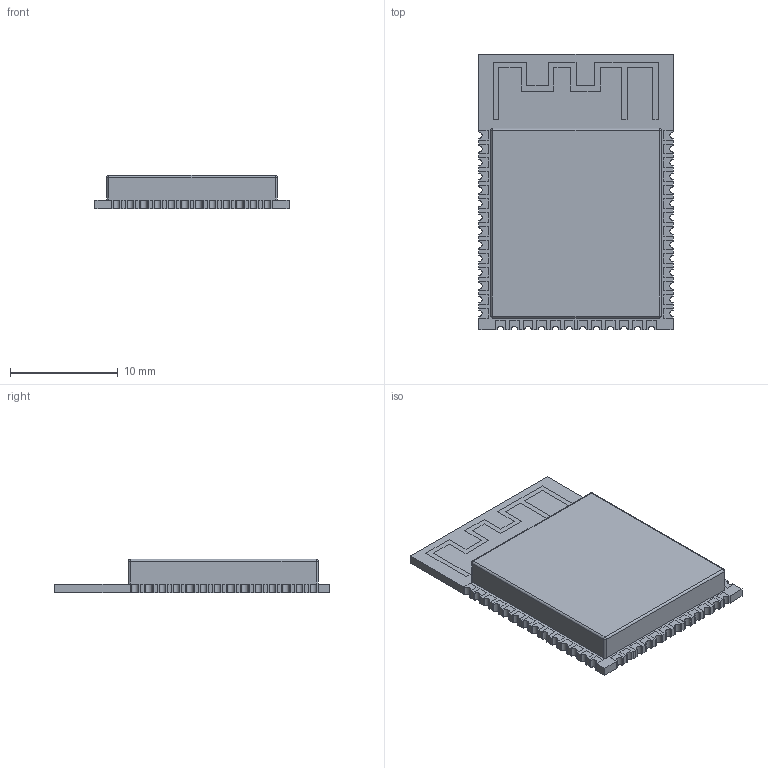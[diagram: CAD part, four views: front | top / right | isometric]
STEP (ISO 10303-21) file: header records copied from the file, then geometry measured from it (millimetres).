
FILE_DESCRIPTION(/* description */ (''),/* implementation_level */ '2;1');
FILE_NAME(/* name */ 'ESP32-S3.step',/* time_stamp */ '2026-01-02T21:07:57+08:00',/* author */ (''),/* organization */ (''),/* preprocessor_version */ 'ST-DEVELOPER v20.1',/* originating_system */ 'Autodesk Translation Framework v14.21.0.0',/* authorisation */ '');
FILE_SCHEMA (('AUTOMOTIVE_DESIGN { 1 0 10303 214 3 1 1 }'));
Length unit declared in the file: millimetre
Products named in the file (1): nCTk-U5-WIRELM-SMD_ESP32-S3-WROOM-1
Bounding box: 18 x 25.5 x 3.11 mm (x, y, z)
Volume: 1007.8 mm3; surface area: 2012.6 mm2
Topology: 52 solids, 52 shells, 697 faces, 1768 edges, 1172 vertices
Faces by surface type: plane 645, cylinder 48, sphere 4
Entity records: 20581 total; most frequent: CARTESIAN_POINT 3634, ORIENTED_EDGE 3528, DIRECTION 3256, EDGE_CURVE 1764, LINE 1668, VECTOR 1668, VERTEX_POINT 1172, AXIS2_PLACEMENT_3D 794
